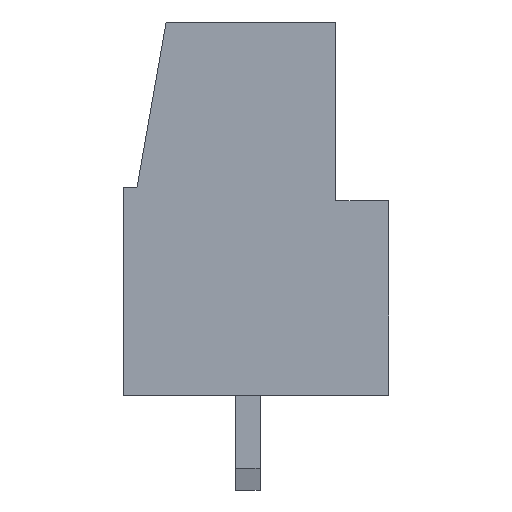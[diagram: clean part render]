
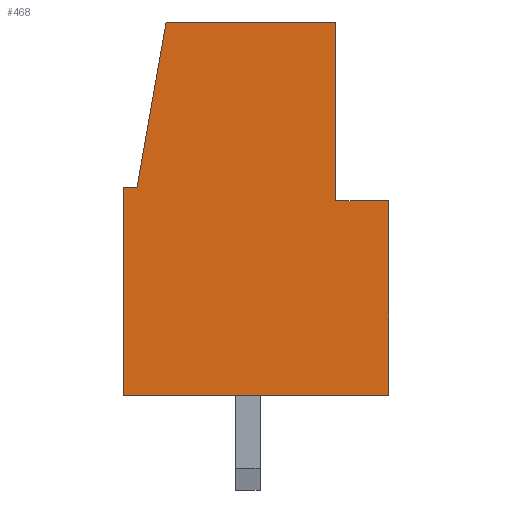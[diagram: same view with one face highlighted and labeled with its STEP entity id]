
A CAD part, left-side view. The second image highlights one B-rep face of the part: STEP entity #468.
In plain terms, the highlighted planar face has unit normal (-1, 0, 0).
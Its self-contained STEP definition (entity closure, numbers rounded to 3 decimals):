
#468=ADVANCED_FACE('',(#1237),#1238,.T.);
#1237=FACE_OUTER_BOUND('',#2336,.T.);
#1238=PLANE('',#2337);
#2336=EDGE_LOOP('',(#3702,#3703,#3704,#3705,#3706,#3707,#3708,#3709));
#2337=AXIS2_PLACEMENT_3D('',#3710,#3711,#3712);
#3702=ORIENTED_EDGE('',*,*,#6687,.T.);
#3703=ORIENTED_EDGE('',*,*,#6712,.T.);
#3704=ORIENTED_EDGE('',*,*,#6713,.F.);
#3705=ORIENTED_EDGE('',*,*,#6705,.T.);
#3706=ORIENTED_EDGE('',*,*,#6714,.T.);
#3707=ORIENTED_EDGE('',*,*,#6715,.T.);
#3708=ORIENTED_EDGE('',*,*,#6716,.T.);
#3709=ORIENTED_EDGE('',*,*,#6717,.T.);
#3710=CARTESIAN_POINT('',(-45.0,0.,0.));
#3711=DIRECTION('',(-1.0,0.0,0.0));
#3712=DIRECTION('',(0.0,0.0,1.0));
#6687=EDGE_CURVE('',#8036,#8034,#8037,.T.);
#6705=EDGE_CURVE('',#8069,#8067,#8070,.T.);
#6712=EDGE_CURVE('',#8034,#8079,#8080,.T.);
#6713=EDGE_CURVE('',#8069,#8079,#8081,.T.);
#6714=EDGE_CURVE('',#8067,#8082,#8083,.T.);
#6715=EDGE_CURVE('',#8082,#8084,#8085,.T.);
#6716=EDGE_CURVE('',#8084,#8086,#8087,.T.);
#6717=EDGE_CURVE('',#8086,#8036,#8088,.T.);
#8034=VERTEX_POINT('',#10008);
#8036=VERTEX_POINT('',#10011);
#8037=LINE('',#10012,#10013);
#8067=VERTEX_POINT('',#10056);
#8069=VERTEX_POINT('',#10059);
#8070=LINE('',#10060,#10061);
#8079=VERTEX_POINT('',#10074);
#8080=LINE('',#10075,#10076);
#8081=LINE('',#10077,#10078);
#8082=VERTEX_POINT('',#10079);
#8083=LINE('',#10080,#10081);
#8084=VERTEX_POINT('',#10082);
#8085=LINE('',#10083,#10084);
#8086=VERTEX_POINT('',#10085);
#8087=LINE('',#10086,#10087);
#8088=LINE('',#10088,#10089);
#10008=CARTESIAN_POINT('',(-45.0,-9.8,0.));
#10011=CARTESIAN_POINT('',(-45.0,0.,0.));
#10012=CARTESIAN_POINT('',(-45.0,0.,0.));
#10013=VECTOR('',#12519,1000.0);
#10056=CARTESIAN_POINT('',(-45.0,-7.85,13.8));
#10059=CARTESIAN_POINT('',(-45.0,-7.85,7.2));
#10060=CARTESIAN_POINT('',(-45.0,-7.85,7.2));
#10061=VECTOR('',#12534,1000.0);
#10074=CARTESIAN_POINT('',(-45.0,-9.8,7.2));
#10075=CARTESIAN_POINT('',(-45.0,-9.8,0.));
#10076=VECTOR('',#12539,1000.0);
#10077=CARTESIAN_POINT('',(-45.0,-7.85,7.2));
#10078=VECTOR('',#12540,1000.0);
#10079=CARTESIAN_POINT('',(-45.0,-1.576,13.8));
#10080=CARTESIAN_POINT('',(-45.0,-7.85,13.8));
#10081=VECTOR('',#12541,1000.0);
#10082=CARTESIAN_POINT('',(-45.0,-0.5,7.7));
#10083=CARTESIAN_POINT('',(-45.0,-1.576,13.8));
#10084=VECTOR('',#12542,1000.0);
#10085=CARTESIAN_POINT('',(-45.0,0.,7.7));
#10086=CARTESIAN_POINT('',(-45.0,-0.5,7.7));
#10087=VECTOR('',#12543,1000.0);
#10088=CARTESIAN_POINT('',(-45.0,0.,7.7));
#10089=VECTOR('',#12544,1000.0);
#12519=DIRECTION('',(0.0,-1.0,0.0));
#12534=DIRECTION('',(0.0,0.0,1.0));
#12539=DIRECTION('',(0.0,0.0,1.0));
#12540=DIRECTION('',(0.0,-1.0,0.0));
#12541=DIRECTION('',(0.0,1.0,0.0));
#12542=DIRECTION('',(0.0,0.174,-0.985));
#12543=DIRECTION('',(0.0,1.0,0.0));
#12544=DIRECTION('',(0.0,0.0,-1.0));
